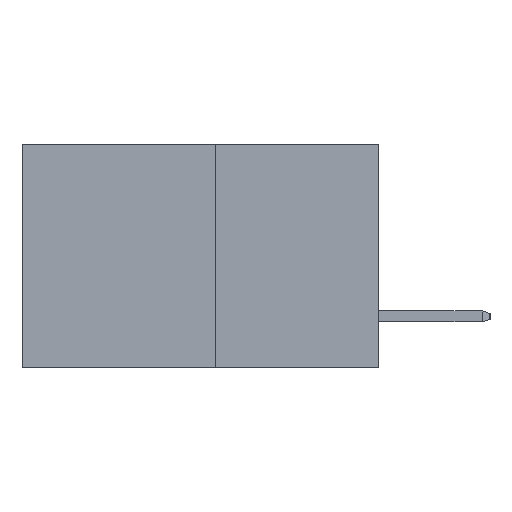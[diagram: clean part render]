
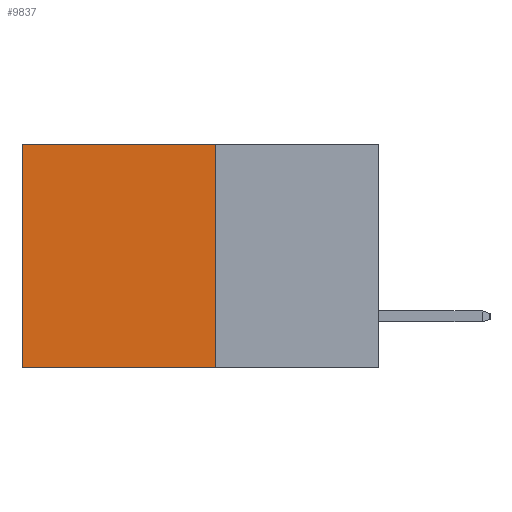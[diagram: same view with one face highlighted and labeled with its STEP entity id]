
A CAD part, left-side view. The second image highlights one B-rep face of the part: STEP entity #9837.
In plain terms, the highlighted planar face has unit normal (-1, 0, 0).
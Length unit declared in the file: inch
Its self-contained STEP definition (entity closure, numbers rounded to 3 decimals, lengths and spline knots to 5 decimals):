
#256 = VERTEX_POINT ( 'NONE', #6727 ) ;
#599 = DIRECTION ( 'NONE',  ( 0., 1., 0. ) ) ;
#860 = EDGE_CURVE ( 'NONE', #256, #17625, #17563, .T. ) ;
#1024 = ORIENTED_EDGE ( 'NONE', *, *, #15474, .T. ) ;
#1044 = ORIENTED_EDGE ( 'NONE', *, *, #860, .F. ) ;
#1081 = DIRECTION ( 'NONE',  ( 1., 0., 0. ) ) ;
#1139 = ORIENTED_EDGE ( 'NONE', *, *, #16706, .F. ) ;
#1225 = VECTOR ( 'NONE', #15063, 39.37008 ) ;
#1450 = ORIENTED_EDGE ( 'NONE', *, *, #5754, .T. ) ;
#2278 = CARTESIAN_POINT ( 'NONE',  ( 0.277, 0.59, -0.37 ) ) ;
#5224 = AXIS2_PLACEMENT_3D ( 'NONE', #10183, #1081, #11681 ) ;
#5399 = VECTOR ( 'NONE', #599, 39.37008 ) ;
#5754 = EDGE_CURVE ( 'NONE', #17813, #11965, #10004, .T. ) ;
#6057 = VECTOR ( 'NONE', #10034, 39.37008 ) ;
#6727 = CARTESIAN_POINT ( 'NONE',  ( 0.277, 0.27, 0. ) ) ;
#6744 = CARTESIAN_POINT ( 'NONE',  ( 0.277, 0.27, -0.37 ) ) ;
#7311 = CARTESIAN_POINT ( 'NONE',  ( 0.277, 0.59, -0.37 ) ) ;
#8917 = LINE ( 'NONE', #13586, #1225 ) ;
#9762 = VECTOR ( 'NONE', #11851, 39.37008 ) ;
#9837 = ADVANCED_FACE ( 'NONE', ( #18184 ), #18964, .F. ) ;
#10004 = LINE ( 'NONE', #2278, #6057 ) ;
#10034 = DIRECTION ( 'NONE',  ( 0., 0., -1. ) ) ;
#10183 = CARTESIAN_POINT ( 'NONE',  ( 0.277, 0.27, -0.37 ) ) ;
#11681 = DIRECTION ( 'NONE',  ( 0., 0., -1. ) ) ;
#11851 = DIRECTION ( 'NONE',  ( 0., 0., -1. ) ) ;
#11965 = VERTEX_POINT ( 'NONE', #7311 ) ;
#12053 = CARTESIAN_POINT ( 'NONE',  ( 0.277, 0.27, -0.37 ) ) ;
#13159 = CARTESIAN_POINT ( 'NONE',  ( 0.277, 0.59, 0. ) ) ;
#13586 = CARTESIAN_POINT ( 'NONE',  ( 0.277, 0.27, -0.37 ) ) ;
#15063 = DIRECTION ( 'NONE',  ( 0., 1., 0. ) ) ;
#15474 = EDGE_CURVE ( 'NONE', #256, #17813, #17658, .T. ) ;
#15851 = EDGE_LOOP ( 'NONE', ( #1450, #1139, #1044, #1024 ) ) ;
#16706 = EDGE_CURVE ( 'NONE', #17625, #11965, #8917, .T. ) ;
#17563 = LINE ( 'NONE', #12053, #9762 ) ;
#17625 = VERTEX_POINT ( 'NONE', #6744 ) ;
#17658 = LINE ( 'NONE', #18581, #5399 ) ;
#17813 = VERTEX_POINT ( 'NONE', #13159 ) ;
#18184 = FACE_OUTER_BOUND ( 'NONE', #15851, .T. ) ;
#18581 = CARTESIAN_POINT ( 'NONE',  ( 0.277, 0.27, 0. ) ) ;
#18964 = PLANE ( 'NONE',  #5224 ) ;
